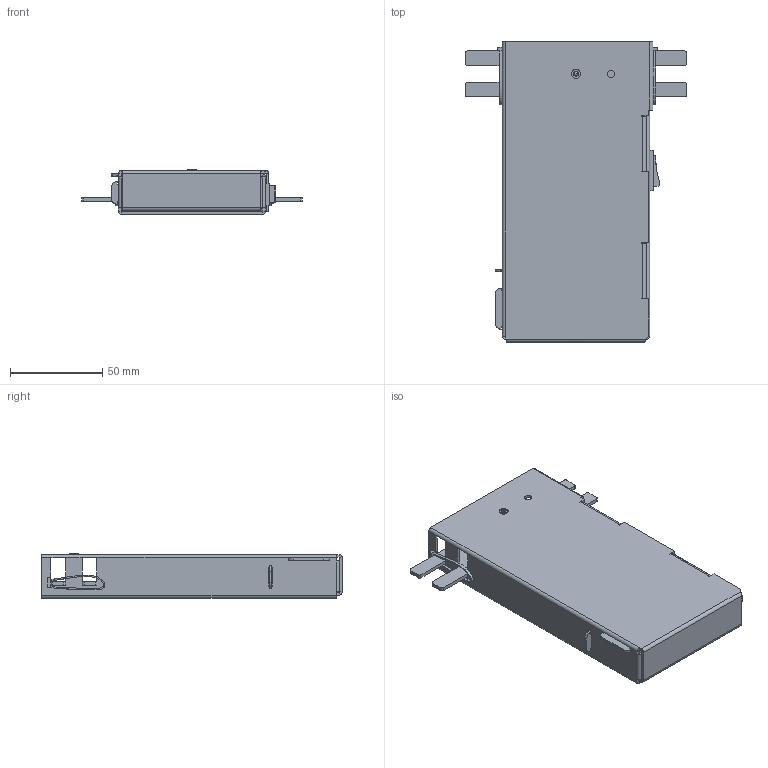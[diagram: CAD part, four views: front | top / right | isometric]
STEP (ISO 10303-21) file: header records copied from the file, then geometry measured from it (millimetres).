
FILE_DESCRIPTION(/* description */ (''),/* implementation_level */ '2;1');
FILE_NAME(/* name */ '57bbd10d-b7b8-42ea-92fc-ba00babe85f1.stp',/* time_stamp */ '2018-06-13T11:20:53+08:00',/* author */ (''),/* organization */ (''),/* preprocessor_version */ 'ST-DEVELOPER v17',/* originating_system */ 'Autodesk Translation Framework v7.1.0.215',/* authorisation */ '');
FILE_SCHEMA (('AUTOMOTIVE_DESIGN { 1 0 10303 214 3 1 1 }'));
Length unit declared in the file: millimetre
Products named in the file (9): NewAssembly; NewMykroscope; Light Holder 2mm; Lens Clip; Stage Holder; Rocket Swith 15*10; BatteryHolder; Component1; Component2
Assembly tree (8 placements, depth 2):
  NewAssembly
    NewMykroscope
    Light Holder 2mm
    Lens Clip
    Stage Holder
    Rocket Swith 15*10
    BatteryHolder
    Component1
    Component2
Bounding box: 120 x 163.3 x 24.3 mm (x, y, z)
Volume: 77321.5 mm3; surface area: 106256.4 mm2
Topology: 24 solids, 24 shells, 630 faces, 1612 edges, 1029 vertices
Faces by surface type: plane 460, cylinder 149, bspline 14, cone 4, sphere 3
Full cylindrical faces by diameter (mm): 1.5 x4, 2.5 x6, 3 x4, 4 x4, 4.5 x1, 8 x4
Entity records: 21520 total; most frequent: CARTESIAN_POINT 5648, ORIENTED_EDGE 3220, DIRECTION 3133, EDGE_CURVE 1610, LINE 1261, VECTOR 1261, VERTEX_POINT 1029, AXIS2_PLACEMENT_3D 936
